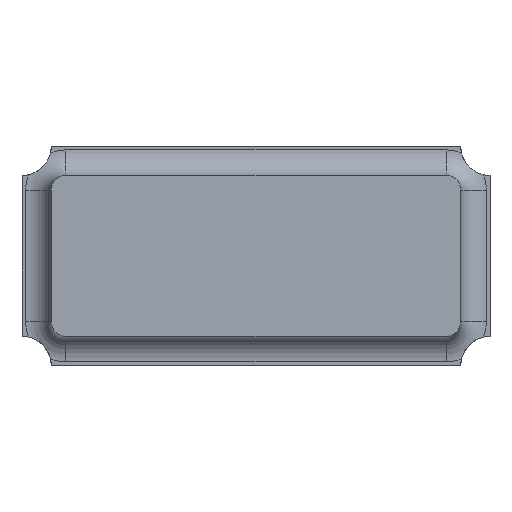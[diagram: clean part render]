
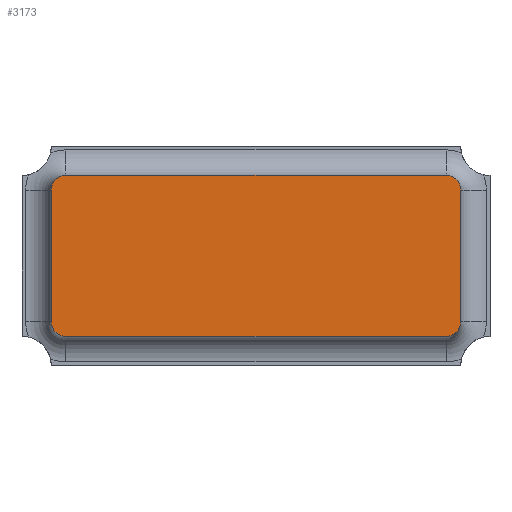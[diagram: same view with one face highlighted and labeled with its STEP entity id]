
A CAD part, top view. The second image highlights one B-rep face of the part: STEP entity #3173.
In plain terms, the highlighted planar face has unit normal (0, 0, 1).
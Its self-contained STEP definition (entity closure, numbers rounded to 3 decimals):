
#620 = CYLINDRICAL_SURFACE('',#621,0.1);
#621 = AXIS2_PLACEMENT_3D('',#622,#623,#624);
#622 = CARTESIAN_POINT('',(-1.3,0.45,0.6));
#623 = DIRECTION('',(0.,0.,1.));
#624 = DIRECTION('',(0.,1.,0.));
#1342 = CYLINDRICAL_SURFACE('',#1343,0.1);
#1343 = AXIS2_PLACEMENT_3D('',#1344,#1345,#1346);
#1344 = CARTESIAN_POINT('',(1.3,0.45,0.6));
#1345 = DIRECTION('',(0.,0.,1.));
#1346 = DIRECTION('',(1.,0.,0.));
#1372 = PLANE('',#1373);
#1373 = AXIS2_PLACEMENT_3D('',#1374,#1375,#1376);
#1374 = CARTESIAN_POINT('',(-1.4,0.55,0.6));
#1375 = DIRECTION('',(0.,1.,0.));
#1376 = DIRECTION('',(1.,0.,0.));
#1432 = PLANE('',#1433);
#1433 = AXIS2_PLACEMENT_3D('',#1434,#1435,#1436);
#1434 = CARTESIAN_POINT('',(-1.4,-0.55,0.6));
#1435 = DIRECTION('',(-1.,0.,0.));
#1436 = DIRECTION('',(0.,1.,0.));
#1470 = VERTEX_POINT('',#1471);
#1471 = CARTESIAN_POINT('',(-1.3,0.55,0.8));
#1494 = VERTEX_POINT('',#1495);
#1495 = CARTESIAN_POINT('',(-1.4,0.45,0.8));
#1516 = EDGE_CURVE('',#1470,#1494,#1517,.T.);
#1517 = SURFACE_CURVE('',#1518,(#1523,#1530),.PCURVE_S1.);
#1518 = CIRCLE('',#1519,0.1);
#1519 = AXIS2_PLACEMENT_3D('',#1520,#1521,#1522);
#1520 = CARTESIAN_POINT('',(-1.3,0.45,0.8));
#1521 = DIRECTION('',(-0.,0.,1.));
#1522 = DIRECTION('',(0.,-1.,0.));
#1523 = PCURVE('',#620,#1524);
#1524 = DEFINITIONAL_REPRESENTATION('',(#1525),#1529);
#1525 = LINE('',#1526,#1527);
#1526 = CARTESIAN_POINT('',(-3.142,0.2));
#1527 = VECTOR('',#1528,1.);
#1528 = DIRECTION('',(1.,0.));
#1529 = ( GEOMETRIC_REPRESENTATION_CONTEXT(2) 
PARAMETRIC_REPRESENTATION_CONTEXT() REPRESENTATION_CONTEXT('2D SPACE',''
  ) );
#1530 = PCURVE('',#1531,#1536);
#1531 = PLANE('',#1532);
#1532 = AXIS2_PLACEMENT_3D('',#1533,#1534,#1535);
#1533 = CARTESIAN_POINT('',(-1.4,0.55,0.8));
#1534 = DIRECTION('',(0.,0.,1.));
#1535 = DIRECTION('',(1.,0.,0.));
#1536 = DEFINITIONAL_REPRESENTATION('',(#1537),#1541);
#1537 = CIRCLE('',#1538,0.1);
#1538 = AXIS2_PLACEMENT_2D('',#1539,#1540);
#1539 = CARTESIAN_POINT('',(0.1,-0.1));
#1540 = DIRECTION('',(0.,-1.));
#1541 = ( GEOMETRIC_REPRESENTATION_CONTEXT(2) 
PARAMETRIC_REPRESENTATION_CONTEXT() REPRESENTATION_CONTEXT('2D SPACE',''
  ) );
#2580 = VERTEX_POINT('',#2581);
#2581 = CARTESIAN_POINT('',(1.4,0.45,0.8));
#2595 = PLANE('',#2596);
#2596 = AXIS2_PLACEMENT_3D('',#2597,#2598,#2599);
#2597 = CARTESIAN_POINT('',(1.4,0.55,0.6));
#2598 = DIRECTION('',(1.,0.,0.));
#2599 = DIRECTION('',(0.,-1.,0.));
#2609 = VERTEX_POINT('',#2610);
#2610 = CARTESIAN_POINT('',(1.3,0.55,0.8));
#2631 = EDGE_CURVE('',#2580,#2609,#2632,.T.);
#2632 = SURFACE_CURVE('',#2633,(#2638,#2645),.PCURVE_S1.);
#2633 = CIRCLE('',#2634,0.1);
#2634 = AXIS2_PLACEMENT_3D('',#2635,#2636,#2637);
#2635 = CARTESIAN_POINT('',(1.3,0.45,0.8));
#2636 = DIRECTION('',(-0.,0.,1.));
#2637 = DIRECTION('',(0.,-1.,0.));
#2638 = PCURVE('',#1342,#2639);
#2639 = DEFINITIONAL_REPRESENTATION('',(#2640),#2644);
#2640 = LINE('',#2641,#2642);
#2641 = CARTESIAN_POINT('',(-1.571,0.2));
#2642 = VECTOR('',#2643,1.);
#2643 = DIRECTION('',(1.,0.));
#2644 = ( GEOMETRIC_REPRESENTATION_CONTEXT(2) 
PARAMETRIC_REPRESENTATION_CONTEXT() REPRESENTATION_CONTEXT('2D SPACE',''
  ) );
#2645 = PCURVE('',#1531,#2646);
#2646 = DEFINITIONAL_REPRESENTATION('',(#2647),#2651);
#2647 = CIRCLE('',#2648,0.1);
#2648 = AXIS2_PLACEMENT_2D('',#2649,#2650);
#2649 = CARTESIAN_POINT('',(2.7,-0.1));
#2650 = DIRECTION('',(0.,-1.));
#2651 = ( GEOMETRIC_REPRESENTATION_CONTEXT(2) 
PARAMETRIC_REPRESENTATION_CONTEXT() REPRESENTATION_CONTEXT('2D SPACE',''
  ) );
#2705 = EDGE_CURVE('',#1470,#2609,#2706,.T.);
#2706 = SURFACE_CURVE('',#2707,(#2711,#2718),.PCURVE_S1.);
#2707 = LINE('',#2708,#2709);
#2708 = CARTESIAN_POINT('',(-1.4,0.55,0.8));
#2709 = VECTOR('',#2710,1.);
#2710 = DIRECTION('',(1.,0.,0.));
#2711 = PCURVE('',#1372,#2712);
#2712 = DEFINITIONAL_REPRESENTATION('',(#2713),#2717);
#2713 = LINE('',#2714,#2715);
#2714 = CARTESIAN_POINT('',(0.,-0.2));
#2715 = VECTOR('',#2716,1.);
#2716 = DIRECTION('',(1.,0.));
#2717 = ( GEOMETRIC_REPRESENTATION_CONTEXT(2) 
PARAMETRIC_REPRESENTATION_CONTEXT() REPRESENTATION_CONTEXT('2D SPACE',''
  ) );
#2718 = PCURVE('',#1531,#2719);
#2719 = DEFINITIONAL_REPRESENTATION('',(#2720),#2724);
#2720 = LINE('',#2721,#2722);
#2721 = CARTESIAN_POINT('',(0.,0.));
#2722 = VECTOR('',#2723,1.);
#2723 = DIRECTION('',(1.,0.));
#2724 = ( GEOMETRIC_REPRESENTATION_CONTEXT(2) 
PARAMETRIC_REPRESENTATION_CONTEXT() REPRESENTATION_CONTEXT('2D SPACE',''
  ) );
#3113 = CYLINDRICAL_SURFACE('',#3114,0.1);
#3114 = AXIS2_PLACEMENT_3D('',#3115,#3116,#3117);
#3115 = CARTESIAN_POINT('',(-1.3,-0.45,0.6));
#3116 = DIRECTION('',(0.,0.,1.));
#3117 = DIRECTION('',(0.,-1.,0.));
#3129 = VERTEX_POINT('',#3130);
#3130 = CARTESIAN_POINT('',(-1.4,-0.45,0.8));
#3151 = EDGE_CURVE('',#3129,#1494,#3152,.T.);
#3152 = SURFACE_CURVE('',#3153,(#3157,#3164),.PCURVE_S1.);
#3153 = LINE('',#3154,#3155);
#3154 = CARTESIAN_POINT('',(-1.4,-0.55,0.8));
#3155 = VECTOR('',#3156,1.);
#3156 = DIRECTION('',(0.,1.,0.));
#3157 = PCURVE('',#1432,#3158);
#3158 = DEFINITIONAL_REPRESENTATION('',(#3159),#3163);
#3159 = LINE('',#3160,#3161);
#3160 = CARTESIAN_POINT('',(0.,-0.2));
#3161 = VECTOR('',#3162,1.);
#3162 = DIRECTION('',(1.,0.));
#3163 = ( GEOMETRIC_REPRESENTATION_CONTEXT(2) 
PARAMETRIC_REPRESENTATION_CONTEXT() REPRESENTATION_CONTEXT('2D SPACE',''
  ) );
#3164 = PCURVE('',#1531,#3165);
#3165 = DEFINITIONAL_REPRESENTATION('',(#3166),#3170);
#3166 = LINE('',#3167,#3168);
#3167 = CARTESIAN_POINT('',(0.,-1.1));
#3168 = VECTOR('',#3169,1.);
#3169 = DIRECTION('',(0.,1.));
#3170 = ( GEOMETRIC_REPRESENTATION_CONTEXT(2) 
PARAMETRIC_REPRESENTATION_CONTEXT() REPRESENTATION_CONTEXT('2D SPACE',''
  ) );
#3173 = ADVANCED_FACE('',(#3174),#1531,.T.);
#3174 = FACE_BOUND('',#3175,.T.);
#3175 = EDGE_LOOP('',(#3176,#3177,#3178,#3179,#3207,#3235,#3264,#3285));
#3176 = ORIENTED_EDGE('',*,*,#2705,.F.);
#3177 = ORIENTED_EDGE('',*,*,#1516,.T.);
#3178 = ORIENTED_EDGE('',*,*,#3151,.F.);
#3179 = ORIENTED_EDGE('',*,*,#3180,.F.);
#3180 = EDGE_CURVE('',#3181,#3129,#3183,.T.);
#3181 = VERTEX_POINT('',#3182);
#3182 = CARTESIAN_POINT('',(-1.3,-0.55,0.8));
#3183 = SURFACE_CURVE('',#3184,(#3189,#3200),.PCURVE_S1.);
#3184 = CIRCLE('',#3185,0.1);
#3185 = AXIS2_PLACEMENT_3D('',#3186,#3187,#3188);
#3186 = CARTESIAN_POINT('',(-1.3,-0.45,0.8));
#3187 = DIRECTION('',(-0.,-0.,-1.));
#3188 = DIRECTION('',(0.,-1.,0.));
#3189 = PCURVE('',#1531,#3190);
#3190 = DEFINITIONAL_REPRESENTATION('',(#3191),#3199);
#3191 = ( BOUNDED_CURVE() B_SPLINE_CURVE(2,(#3192,#3193,#3194,#3195,
#3196,#3197,#3198),.UNSPECIFIED.,.T.,.F.) B_SPLINE_CURVE_WITH_KNOTS((1,2
    ,2,2,2,1),(-2.094,0.,2.094,4.189,
6.283,8.378),.UNSPECIFIED.) CURVE() 
GEOMETRIC_REPRESENTATION_ITEM() RATIONAL_B_SPLINE_CURVE((1.,0.5,1.,0.5,
1.,0.5,1.)) REPRESENTATION_ITEM('') );
#3192 = CARTESIAN_POINT('',(0.1,-1.1));
#3193 = CARTESIAN_POINT('',(-0.073,-1.1));
#3194 = CARTESIAN_POINT('',(0.013,-0.95));
#3195 = CARTESIAN_POINT('',(0.1,-0.8));
#3196 = CARTESIAN_POINT('',(0.187,-0.95));
#3197 = CARTESIAN_POINT('',(0.273,-1.1));
#3198 = CARTESIAN_POINT('',(0.1,-1.1));
#3199 = ( GEOMETRIC_REPRESENTATION_CONTEXT(2) 
PARAMETRIC_REPRESENTATION_CONTEXT() REPRESENTATION_CONTEXT('2D SPACE',''
  ) );
#3200 = PCURVE('',#3113,#3201);
#3201 = DEFINITIONAL_REPRESENTATION('',(#3202),#3206);
#3202 = LINE('',#3203,#3204);
#3203 = CARTESIAN_POINT('',(-0.,0.2));
#3204 = VECTOR('',#3205,1.);
#3205 = DIRECTION('',(-1.,0.));
#3206 = ( GEOMETRIC_REPRESENTATION_CONTEXT(2) 
PARAMETRIC_REPRESENTATION_CONTEXT() REPRESENTATION_CONTEXT('2D SPACE',''
  ) );
#3207 = ORIENTED_EDGE('',*,*,#3208,.F.);
#3208 = EDGE_CURVE('',#3209,#3181,#3211,.T.);
#3209 = VERTEX_POINT('',#3210);
#3210 = CARTESIAN_POINT('',(1.3,-0.55,0.8));
#3211 = SURFACE_CURVE('',#3212,(#3216,#3223),.PCURVE_S1.);
#3212 = LINE('',#3213,#3214);
#3213 = CARTESIAN_POINT('',(1.4,-0.55,0.8));
#3214 = VECTOR('',#3215,1.);
#3215 = DIRECTION('',(-1.,0.,0.));
#3216 = PCURVE('',#1531,#3217);
#3217 = DEFINITIONAL_REPRESENTATION('',(#3218),#3222);
#3218 = LINE('',#3219,#3220);
#3219 = CARTESIAN_POINT('',(2.8,-1.1));
#3220 = VECTOR('',#3221,1.);
#3221 = DIRECTION('',(-1.,0.));
#3222 = ( GEOMETRIC_REPRESENTATION_CONTEXT(2) 
PARAMETRIC_REPRESENTATION_CONTEXT() REPRESENTATION_CONTEXT('2D SPACE',''
  ) );
#3223 = PCURVE('',#3224,#3229);
#3224 = PLANE('',#3225);
#3225 = AXIS2_PLACEMENT_3D('',#3226,#3227,#3228);
#3226 = CARTESIAN_POINT('',(1.4,-0.55,0.6));
#3227 = DIRECTION('',(0.,-1.,0.));
#3228 = DIRECTION('',(-1.,0.,0.));
#3229 = DEFINITIONAL_REPRESENTATION('',(#3230),#3234);
#3230 = LINE('',#3231,#3232);
#3231 = CARTESIAN_POINT('',(0.,-0.2));
#3232 = VECTOR('',#3233,1.);
#3233 = DIRECTION('',(1.,0.));
#3234 = ( GEOMETRIC_REPRESENTATION_CONTEXT(2) 
PARAMETRIC_REPRESENTATION_CONTEXT() REPRESENTATION_CONTEXT('2D SPACE',''
  ) );
#3235 = ORIENTED_EDGE('',*,*,#3236,.T.);
#3236 = EDGE_CURVE('',#3209,#3237,#3239,.T.);
#3237 = VERTEX_POINT('',#3238);
#3238 = CARTESIAN_POINT('',(1.4,-0.45,0.8));
#3239 = SURFACE_CURVE('',#3240,(#3245,#3252),.PCURVE_S1.);
#3240 = CIRCLE('',#3241,0.1);
#3241 = AXIS2_PLACEMENT_3D('',#3242,#3243,#3244);
#3242 = CARTESIAN_POINT('',(1.3,-0.45,0.8));
#3243 = DIRECTION('',(-0.,0.,1.));
#3244 = DIRECTION('',(0.,-1.,0.));
#3245 = PCURVE('',#1531,#3246);
#3246 = DEFINITIONAL_REPRESENTATION('',(#3247),#3251);
#3247 = CIRCLE('',#3248,0.1);
#3248 = AXIS2_PLACEMENT_2D('',#3249,#3250);
#3249 = CARTESIAN_POINT('',(2.7,-1.));
#3250 = DIRECTION('',(0.,-1.));
#3251 = ( GEOMETRIC_REPRESENTATION_CONTEXT(2) 
PARAMETRIC_REPRESENTATION_CONTEXT() REPRESENTATION_CONTEXT('2D SPACE',''
  ) );
#3252 = PCURVE('',#3253,#3258);
#3253 = CYLINDRICAL_SURFACE('',#3254,0.1);
#3254 = AXIS2_PLACEMENT_3D('',#3255,#3256,#3257);
#3255 = CARTESIAN_POINT('',(1.3,-0.45,0.6));
#3256 = DIRECTION('',(0.,0.,1.));
#3257 = DIRECTION('',(0.,-1.,0.));
#3258 = DEFINITIONAL_REPRESENTATION('',(#3259),#3263);
#3259 = LINE('',#3260,#3261);
#3260 = CARTESIAN_POINT('',(0.,0.2));
#3261 = VECTOR('',#3262,1.);
#3262 = DIRECTION('',(1.,0.));
#3263 = ( GEOMETRIC_REPRESENTATION_CONTEXT(2) 
PARAMETRIC_REPRESENTATION_CONTEXT() REPRESENTATION_CONTEXT('2D SPACE',''
  ) );
#3264 = ORIENTED_EDGE('',*,*,#3265,.F.);
#3265 = EDGE_CURVE('',#2580,#3237,#3266,.T.);
#3266 = SURFACE_CURVE('',#3267,(#3271,#3278),.PCURVE_S1.);
#3267 = LINE('',#3268,#3269);
#3268 = CARTESIAN_POINT('',(1.4,0.55,0.8));
#3269 = VECTOR('',#3270,1.);
#3270 = DIRECTION('',(0.,-1.,0.));
#3271 = PCURVE('',#1531,#3272);
#3272 = DEFINITIONAL_REPRESENTATION('',(#3273),#3277);
#3273 = LINE('',#3274,#3275);
#3274 = CARTESIAN_POINT('',(2.8,0.));
#3275 = VECTOR('',#3276,1.);
#3276 = DIRECTION('',(0.,-1.));
#3277 = ( GEOMETRIC_REPRESENTATION_CONTEXT(2) 
PARAMETRIC_REPRESENTATION_CONTEXT() REPRESENTATION_CONTEXT('2D SPACE',''
  ) );
#3278 = PCURVE('',#2595,#3279);
#3279 = DEFINITIONAL_REPRESENTATION('',(#3280),#3284);
#3280 = LINE('',#3281,#3282);
#3281 = CARTESIAN_POINT('',(0.,-0.2));
#3282 = VECTOR('',#3283,1.);
#3283 = DIRECTION('',(1.,0.));
#3284 = ( GEOMETRIC_REPRESENTATION_CONTEXT(2) 
PARAMETRIC_REPRESENTATION_CONTEXT() REPRESENTATION_CONTEXT('2D SPACE',''
  ) );
#3285 = ORIENTED_EDGE('',*,*,#2631,.T.);
